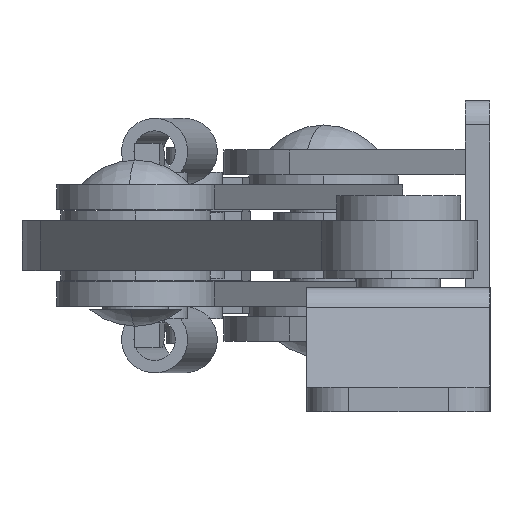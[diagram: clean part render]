
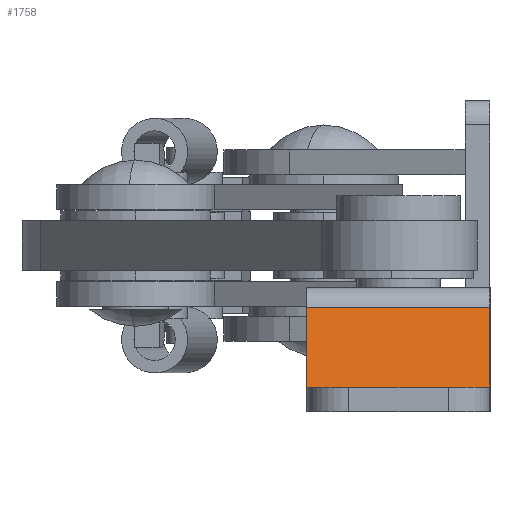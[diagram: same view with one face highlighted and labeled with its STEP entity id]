
A CAD part, left-side view. The second image highlights one B-rep face of the part: STEP entity #1758.
In plain terms, the highlighted planar face has unit normal (-0.979, 0, 0.204).
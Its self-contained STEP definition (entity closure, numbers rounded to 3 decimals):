
#1424 = VERTEX_POINT ( 'NONE', #4989 ) ;
#1473 = VERTEX_POINT ( 'NONE', #5089 ) ;
#1481 = EDGE_CURVE ( 'NONE', #1424, #1482, #5078, .T. ) ;
#1482 = VERTEX_POINT ( 'NONE', #5074 ) ;
#1568 = VERTEX_POINT ( 'NONE', #5230 ) ;
#1588 = EDGE_CURVE ( 'NONE', #1473, #1568, #5269, .T. ) ;
#1754 = EDGE_CURVE ( 'NONE', #1424, #1473, #5569, .T. ) ;
#1758 = ADVANCED_FACE ( 'NONE', ( #5560 ), #5559, .F. ) ;
#1759 = EDGE_LOOP ( 'NONE', ( #1760, #1816, #1818, #1819 ) ) ;
#1760 = ORIENTED_EDGE ( 'NONE', *, *, #1588, .T. ) ;
#1816 = ORIENTED_EDGE ( 'NONE', *, *, #1817, .T. ) ;
#1817 = EDGE_CURVE ( 'NONE', #1568, #1482, #5663, .T. ) ;
#1818 = ORIENTED_EDGE ( 'NONE', *, *, #1481, .F. ) ;
#1819 = ORIENTED_EDGE ( 'NONE', *, *, #1754, .T. ) ;
#4989 = CARTESIAN_POINT ( 'NONE',  ( -15.939, 11., 3. ) ) ;
#5074 = CARTESIAN_POINT ( 'NONE',  ( -13.937, 11., 12.612 ) ) ;
#5075 = DIRECTION ( 'NONE',  ( 0.204, 0., 0.979 ) ) ;
#5076 = VECTOR ( 'NONE', #5075, 1000. ) ;
#5077 = CARTESIAN_POINT ( 'NONE',  ( -16.437, 11., 0.612 ) ) ;
#5078 = LINE ( 'NONE', #5077, #5076 ) ;
#5089 = CARTESIAN_POINT ( 'NONE',  ( -15.939, -11., 3. ) ) ;
#5230 = CARTESIAN_POINT ( 'NONE',  ( -13.937, -11., 12.612 ) ) ;
#5266 = DIRECTION ( 'NONE',  ( 0.204, 0., 0.979 ) ) ;
#5267 = VECTOR ( 'NONE', #5266, 1000. ) ;
#5268 = CARTESIAN_POINT ( 'NONE',  ( -16.437, -11., 0.612 ) ) ;
#5269 = LINE ( 'NONE', #5268, #5267 ) ;
#5555 = DIRECTION ( 'NONE',  ( -0.204, 0., -0.979 ) ) ;
#5556 = DIRECTION ( 'NONE',  ( 0.979, 0., -0.204 ) ) ;
#5557 = CARTESIAN_POINT ( 'NONE',  ( -16.437, 11., 0.612 ) ) ;
#5558 = AXIS2_PLACEMENT_3D ( 'NONE', #5557, #5556, #5555 ) ;
#5559 = PLANE ( 'NONE',  #5558 ) ;
#5560 = FACE_OUTER_BOUND ( 'NONE', #1759, .T. ) ;
#5566 = DIRECTION ( 'NONE',  ( 0., -1., 0. ) ) ;
#5567 = VECTOR ( 'NONE', #5566, 1000. ) ;
#5568 = CARTESIAN_POINT ( 'NONE',  ( -15.939, 11., 3. ) ) ;
#5569 = LINE ( 'NONE', #5568, #5567 ) ;
#5660 = DIRECTION ( 'NONE',  ( 0., 1., 0. ) ) ;
#5661 = VECTOR ( 'NONE', #5660, 1000. ) ;
#5662 = CARTESIAN_POINT ( 'NONE',  ( -13.937, 11., 12.612 ) ) ;
#5663 = LINE ( 'NONE', #5662, #5661 ) ;
